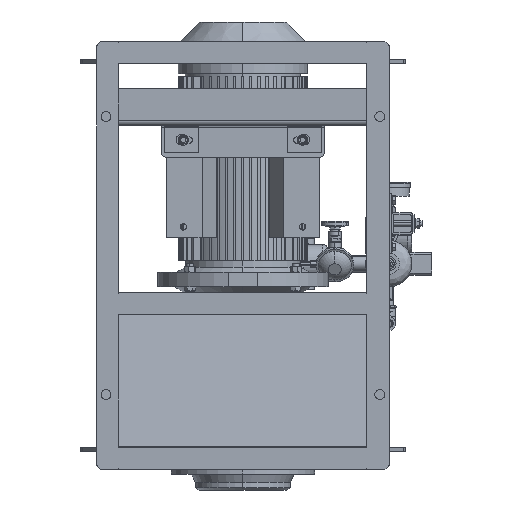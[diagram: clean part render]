
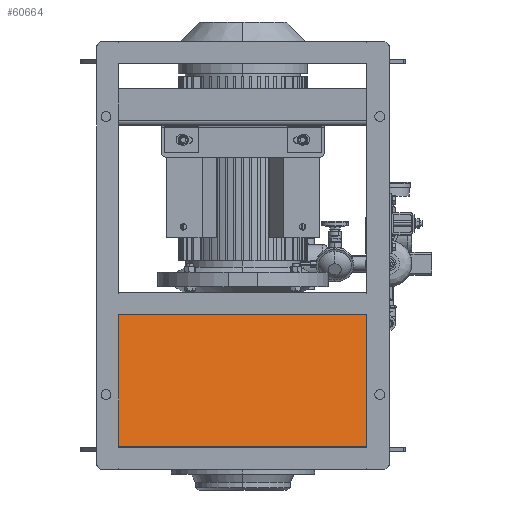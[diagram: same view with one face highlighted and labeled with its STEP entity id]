
A CAD part, front view. The second image highlights one B-rep face of the part: STEP entity #60664.
In plain terms, the highlighted planar face has unit normal (0, -0.985, 0.175).
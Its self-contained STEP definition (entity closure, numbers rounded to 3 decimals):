
#2643 = VECTOR ( 'NONE', #34713, 1000. ) ;
#2812 = CARTESIAN_POINT ( 'NONE',  ( 290., -383.969, -122.472 ) ) ;
#3130 = VECTOR ( 'NONE', #88433, 1000. ) ;
#13422 = VECTOR ( 'NONE', #63097, 1000. ) ;
#21300 = CARTESIAN_POINT ( 'NONE',  ( 290., -328.969, 187. ) ) ;
#29271 = DIRECTION ( 'NONE',  ( 0., -0.175, -0.985 ) ) ;
#34713 = DIRECTION ( 'NONE',  ( -1., 0., 0. ) ) ;
#37752 = ORIENTED_EDGE ( 'NONE', *, *, #47238, .T. ) ;
#38758 = AXIS2_PLACEMENT_3D ( 'NONE', #72759, #110331, #92396 ) ;
#44969 = PLANE ( 'NONE',  #38758 ) ;
#46062 = FACE_OUTER_BOUND ( 'NONE', #69959, .T. ) ;
#47238 = EDGE_CURVE ( 'NONE', #59762, #121307, #87009, .T. ) ;
#52594 = CARTESIAN_POINT ( 'NONE',  ( -290., -328.969, 187. ) ) ;
#53265 = EDGE_CURVE ( 'NONE', #53549, #56907, #85100, .T. ) ;
#53549 = VERTEX_POINT ( 'NONE', #2812 ) ;
#54196 = ORIENTED_EDGE ( 'NONE', *, *, #81245, .F. ) ;
#56907 = VERTEX_POINT ( 'NONE', #82740 ) ;
#59762 = VERTEX_POINT ( 'NONE', #103517 ) ;
#60664 = ADVANCED_FACE ( 'NONE', ( #46062 ), #44969, .F. ) ;
#62768 = VECTOR ( 'NONE', #29271, 1000. ) ;
#63097 = DIRECTION ( 'NONE',  ( 0., -0.175, -0.985 ) ) ;
#67465 = LINE ( 'NONE', #92793, #13422 ) ;
#69959 = EDGE_LOOP ( 'NONE', ( #37752, #111000, #109068, #54196 ) ) ;
#72759 = CARTESIAN_POINT ( 'NONE',  ( 290., -383.969, -122.472 ) ) ;
#81245 = EDGE_CURVE ( 'NONE', #59762, #53549, #67465, .T. ) ;
#82740 = CARTESIAN_POINT ( 'NONE',  ( -290., -383.969, -122.472 ) ) ;
#85100 = LINE ( 'NONE', #102501, #2643 ) ;
#86733 = CARTESIAN_POINT ( 'NONE',  ( -290., -383.969, -122.472 ) ) ;
#87009 = LINE ( 'NONE', #21300, #3130 ) ;
#88433 = DIRECTION ( 'NONE',  ( -1., 0., 0. ) ) ;
#92396 = DIRECTION ( 'NONE',  ( 0., 0.175, 0.985 ) ) ;
#92793 = CARTESIAN_POINT ( 'NONE',  ( 290., -383.969, -122.472 ) ) ;
#98365 = EDGE_CURVE ( 'NONE', #121307, #56907, #113596, .T. ) ;
#102501 = CARTESIAN_POINT ( 'NONE',  ( 290., -383.969, -122.472 ) ) ;
#103517 = CARTESIAN_POINT ( 'NONE',  ( 290., -328.969, 187. ) ) ;
#109068 = ORIENTED_EDGE ( 'NONE', *, *, #53265, .F. ) ;
#110331 = DIRECTION ( 'NONE',  ( 0., 0.985, -0.175 ) ) ;
#111000 = ORIENTED_EDGE ( 'NONE', *, *, #98365, .T. ) ;
#113596 = LINE ( 'NONE', #86733, #62768 ) ;
#121307 = VERTEX_POINT ( 'NONE', #52594 ) ;
